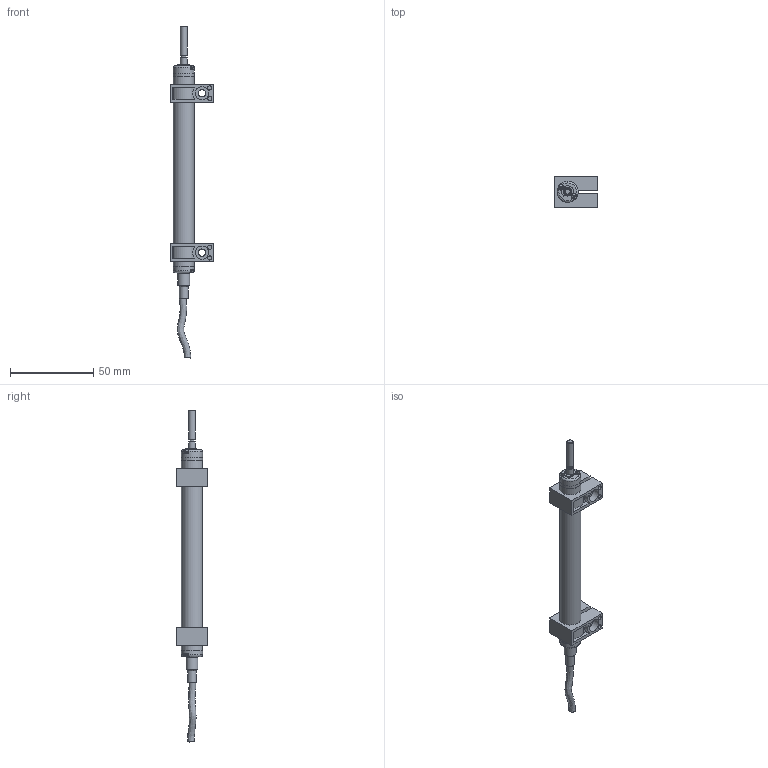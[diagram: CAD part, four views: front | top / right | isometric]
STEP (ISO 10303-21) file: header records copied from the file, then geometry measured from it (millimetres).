
FILE_DESCRIPTION (( 'STEP AP214' ), '1' );
FILE_NAME ('PZ12-S-0075-L.STEP', '2020-03-18T20:43:19', ( '' ), ( '' ), 'SwSTEP 2.0', 'SolidWorks 2019', '' );
FILE_SCHEMA (( 'AUTOMOTIVE_DESIGN' ));
Length unit declared in the file: inch
Products named in the file (1): PZ12-S-0075-L
Bounding box: 26 x 19 x 199.95 mm (x, y, z)
Volume: 23033.4 mm3; surface area: 16310.2 mm2
Topology: 14 solids, 14 shells, 594 faces, 1277 edges, 739 vertices
Faces by surface type: cone 213, plane 198, cylinder 164, torus 14, sphere 4, bspline 1
Full cylindrical faces by diameter (mm): 0.5 x2, 1 x1, 1.4 x4, 1.5 x2, 1.6 x88, 2 x2, 2.5 x8, 3 x1, 3.2 x5, 3.5 x1, 4 x3, 4.4 x4, 5.1 x1, 5.2 x1, 5.55 x1, 6 x1, 6.292 x1, 7 x1, 7.2 x1, 8 x4, 12.7 x4
Entity records: 14759 total; most frequent: CARTESIAN_POINT 2811, DIRECTION 2636, ORIENTED_EDGE 1866, AXIS2_PLACEMENT_3D 1167, EDGE_LOOP 982, EDGE_CURVE 933, FACE_OUTER_BOUND 745, VERTEX_POINT 723
